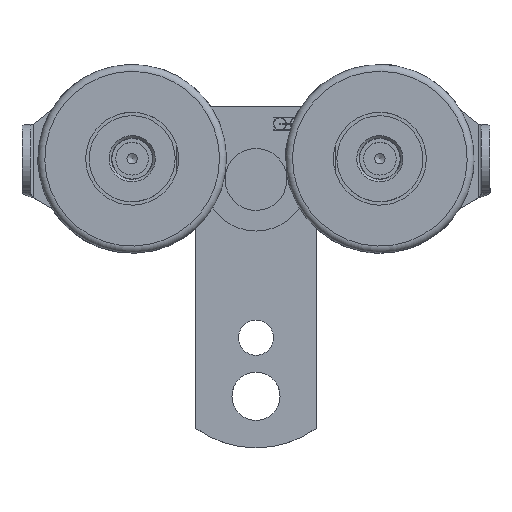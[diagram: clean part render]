
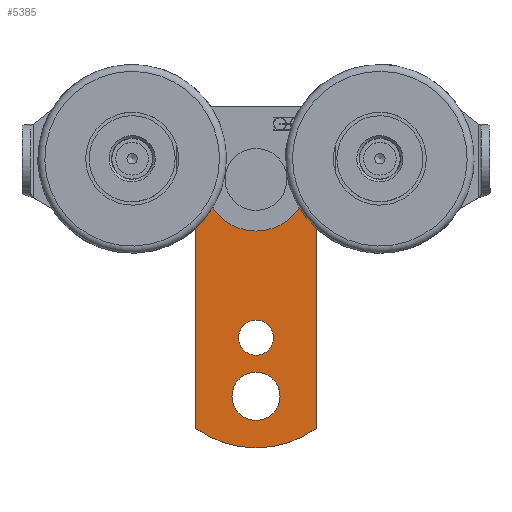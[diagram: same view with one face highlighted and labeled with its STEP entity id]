
A CAD part, top view. The second image highlights one B-rep face of the part: STEP entity #5385.
In plain terms, the highlighted face is planar.
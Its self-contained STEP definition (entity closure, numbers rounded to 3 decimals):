
#196=FACE_BOUND('',#720,.T.);
#197=FACE_BOUND('',#721,.T.);
#198=FACE_BOUND('',#722,.T.);
#247=PLANE('',#5857);
#405=FACE_OUTER_BOUND('',#719,.T.);
#719=EDGE_LOOP('',(#3681,#3682,#3683,#3684));
#720=EDGE_LOOP('',(#3685));
#721=EDGE_LOOP('',(#3686));
#722=EDGE_LOOP('',(#3687));
#1082=LINE('',#8113,#1577);
#1085=LINE('',#8122,#1580);
#1577=VECTOR('',#6459,10.);
#1580=VECTOR('',#6470,10.);
#2067=CIRCLE('',#5840,8.1);
#2070=CIRCLE('',#5844,7.);
#2073=CIRCLE('',#5848,5.1);
#2075=CIRCLE('',#5851,30.);
#2077=CIRCLE('',#5855,30.);
#2319=VERTEX_POINT('',#8080);
#2322=VERTEX_POINT('',#8088);
#2325=VERTEX_POINT('',#8096);
#2328=VERTEX_POINT('',#8103);
#2329=VERTEX_POINT('',#8105);
#2331=VERTEX_POINT('',#8111);
#2333=VERTEX_POINT('',#8117);
#2846=EDGE_CURVE('',#2319,#2319,#2067,.T.);
#2850=EDGE_CURVE('',#2322,#2322,#2070,.T.);
#2854=EDGE_CURVE('',#2325,#2325,#2073,.T.);
#2857=EDGE_CURVE('',#2328,#2329,#2075,.T.);
#2861=EDGE_CURVE('',#2331,#2328,#1082,.T.);
#2864=EDGE_CURVE('',#2333,#2331,#2077,.T.);
#2866=EDGE_CURVE('',#2329,#2333,#1085,.T.);
#3681=ORIENTED_EDGE('',*,*,#2866,.F.);
#3682=ORIENTED_EDGE('',*,*,#2857,.F.);
#3683=ORIENTED_EDGE('',*,*,#2861,.F.);
#3684=ORIENTED_EDGE('',*,*,#2864,.F.);
#3685=ORIENTED_EDGE('',*,*,#2846,.T.);
#3686=ORIENTED_EDGE('',*,*,#2850,.T.);
#3687=ORIENTED_EDGE('',*,*,#2854,.T.);
#5385=ADVANCED_FACE('',(#405,#196,#197,#198),#247,.F.);
#5840=AXIS2_PLACEMENT_3D('',#8082,#6427,#6428);
#5844=AXIS2_PLACEMENT_3D('',#8090,#6436,#6437);
#5848=AXIS2_PLACEMENT_3D('',#8098,#6445,#6446);
#5851=AXIS2_PLACEMENT_3D('',#8106,#6452,#6453);
#5855=AXIS2_PLACEMENT_3D('',#8119,#6465,#6466);
#5857=AXIS2_PLACEMENT_3D('',#8123,#6471,#6472);
#6427=DIRECTION('center_axis',(0.,0.,1.));
#6428=DIRECTION('ref_axis',(1.,0.,0.));
#6436=DIRECTION('center_axis',(0.,0.,1.));
#6437=DIRECTION('ref_axis',(1.,0.,0.));
#6445=DIRECTION('center_axis',(0.,0.,1.));
#6446=DIRECTION('ref_axis',(1.,0.,0.));
#6452=DIRECTION('center_axis',(0.,0.,1.));
#6453=DIRECTION('ref_axis',(0.812,-0.583,0.));
#6459=DIRECTION('',(1.,0.,0.));
#6465=DIRECTION('center_axis',(0.,0.,1.));
#6466=DIRECTION('ref_axis',(-0.812,0.583,0.));
#6470=DIRECTION('',(-1.,0.,0.));
#6471=DIRECTION('center_axis',(0.,0.,1.));
#6472=DIRECTION('ref_axis',(1.,0.,0.));
#8080=CARTESIAN_POINT('',(69.9,0.,0.));
#8082=CARTESIAN_POINT('Origin',(78.,0.,0.));
#8088=CARTESIAN_POINT('',(8.,0.,0.));
#8090=CARTESIAN_POINT('Origin',(15.,0.,0.));
#8096=CARTESIAN_POINT('',(26.9,0.,0.));
#8098=CARTESIAN_POINT('Origin',(32.,0.,0.));
#8103=CARTESIAN_POINT('',(89.367,-17.5,0.));
#8105=CARTESIAN_POINT('',(89.367,17.5,0.));
#8106=CARTESIAN_POINT('Origin',(65.,0.,0.));
#8111=CARTESIAN_POINT('',(5.633,-17.5,0.));
#8113=CARTESIAN_POINT('',(0.,-17.5,0.));
#8117=CARTESIAN_POINT('',(5.633,17.5,0.));
#8119=CARTESIAN_POINT('Origin',(30.,0.,0.));
#8122=CARTESIAN_POINT('',(95.,17.5,0.));
#8123=CARTESIAN_POINT('Origin',(47.457,0.,0.));
